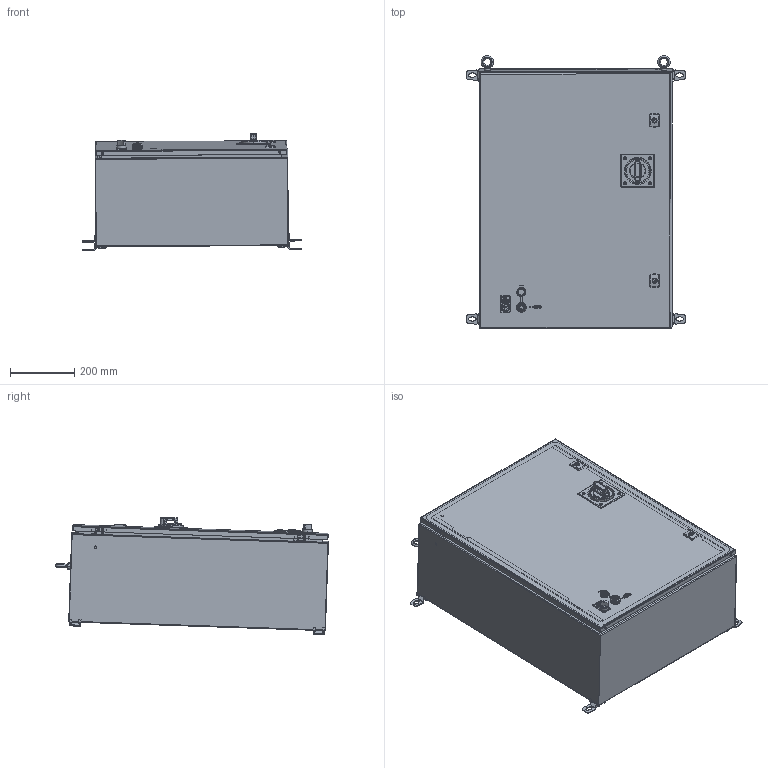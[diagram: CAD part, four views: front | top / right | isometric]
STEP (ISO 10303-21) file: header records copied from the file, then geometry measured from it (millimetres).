
FILE_DESCRIPTION (( 'STEP AP214' ), '1' );
FILE_NAME ('IPAK2v2 360-600A BCM (UK).STEP', '2022-02-15T08:03:36', ( '' ), ( '' ), 'SwSTEP 2.0', 'SolidWorks 2021', '' );
FILE_SCHEMA (( 'AUTOMOTIVE_DESIGN' ));
Length unit declared in the file: millimetre
Products named in the file (1): IPAK2v2 360-600A BCM (UK)
Bounding box: 681.65 x 849.69 x 364.68 mm (x, y, z)
Surface area: 3372037.4 mm2 (no closed solid volume)
Topology: 0 solids, 60 shells, 771 faces, 2934 edges, 2158 vertices
Faces by surface type: cylinder 359, plane 235, bspline 63, cone 58, torus 53, sphere 3
Entity records: 45060 total; most frequent: CARTESIAN_POINT 12203, DIRECTION 5156, ORIENTED_EDGE 4458, EDGE_CURVE 2929, VERTEX_POINT 2158, AXIS2_PLACEMENT_3D 1886, LINE 1384, VECTOR 1384
